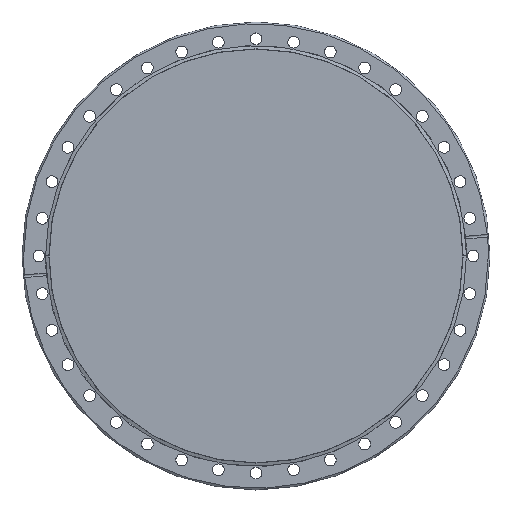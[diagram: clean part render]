
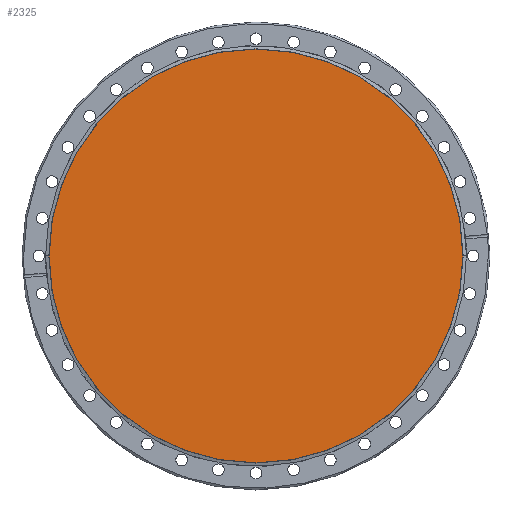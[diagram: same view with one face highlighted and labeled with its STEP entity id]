
A CAD part, top view. The second image highlights one B-rep face of the part: STEP entity #2325.
In plain terms, the highlighted planar face has unit normal (0, 0, 1).
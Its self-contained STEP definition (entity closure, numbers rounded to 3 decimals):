
#36 = DIRECTION ( 'NONE',  ( 0., 0., 1. ) ) ;
#188 = VERTEX_POINT ( 'NONE', #1478 ) ;
#416 = EDGE_CURVE ( 'NONE', #188, #1560, #2882, .T. ) ;
#535 = DIRECTION ( 'NONE',  ( 1., 0., 0. ) ) ;
#652 = CIRCLE ( 'NONE', #2792, 185.298 ) ;
#675 = ORIENTED_EDGE ( 'NONE', *, *, #416, .T. ) ;
#717 = CARTESIAN_POINT ( 'NONE',  ( -185.298, 0., -1.2 ) ) ;
#821 = DIRECTION ( 'NONE',  ( 0., 0., 1. ) ) ;
#831 = CARTESIAN_POINT ( 'NONE',  ( 0., 0., -1.2 ) ) ;
#937 = CARTESIAN_POINT ( 'NONE',  ( 0., 0., -1.2 ) ) ;
#1232 = DIRECTION ( 'NONE',  ( 0., 0., 1. ) ) ;
#1478 = CARTESIAN_POINT ( 'NONE',  ( 185.298, 0., -1.2 ) ) ;
#1540 = EDGE_LOOP ( 'NONE', ( #675, #2092 ) ) ;
#1560 = VERTEX_POINT ( 'NONE', #717 ) ;
#2035 = DIRECTION ( 'NONE',  ( 1., 0., 0. ) ) ;
#2092 = ORIENTED_EDGE ( 'NONE', *, *, #2339, .T. ) ;
#2124 = FACE_OUTER_BOUND ( 'NONE', #1540, .T. ) ;
#2267 = PLANE ( 'NONE',  #2958 ) ;
#2325 = ADVANCED_FACE ( 'NONE', ( #2124 ), #2267, .T. ) ;
#2339 = EDGE_CURVE ( 'NONE', #1560, #188, #652, .T. ) ;
#2777 = CARTESIAN_POINT ( 'NONE',  ( 0., 0., -1.2 ) ) ;
#2792 = AXIS2_PLACEMENT_3D ( 'NONE', #2777, #1232, #3018 ) ;
#2882 = CIRCLE ( 'NONE', #3444, 185.298 ) ;
#2958 = AXIS2_PLACEMENT_3D ( 'NONE', #937, #36, #2035 ) ;
#3018 = DIRECTION ( 'NONE',  ( 1., 0., 0. ) ) ;
#3444 = AXIS2_PLACEMENT_3D ( 'NONE', #831, #821, #535 ) ;
